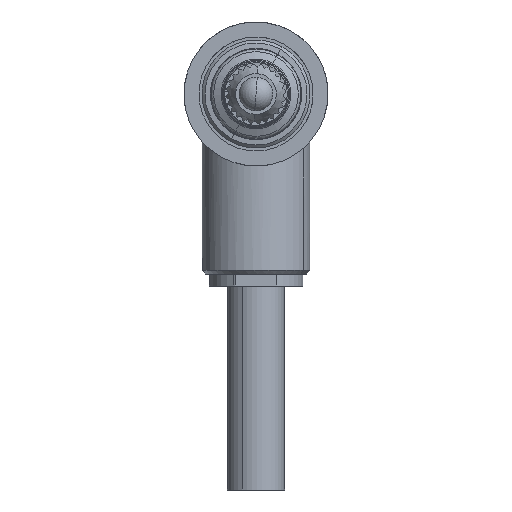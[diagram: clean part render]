
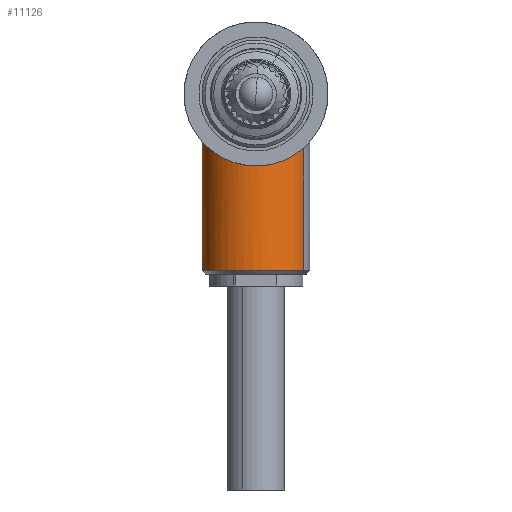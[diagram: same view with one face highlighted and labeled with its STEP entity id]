
A CAD part, front view. The second image highlights one B-rep face of the part: STEP entity #11126.
In plain terms, the highlighted cylindrical face has radius 4.5 mm (diameter 9 mm), a partial arc.
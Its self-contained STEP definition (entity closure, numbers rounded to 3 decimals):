
#11097=AXIS2_PLACEMENT_3D('Cylinder Axis2P3D',#11094,#11095,#11096) ;
#10858=CARTESIAN_POINT('Vertex',(-3.949,74.657,-3.067)) ;
#10862=CARTESIAN_POINT('Control Point',(3.949,70.343,-3.067)) ;
#10863=CARTESIAN_POINT('Control Point',(3.677,69.844,-3.417)) ;
#10864=CARTESIAN_POINT('Control Point',(3.331,69.397,-3.783)) ;
#10865=CARTESIAN_POINT('Control Point',(2.915,68.994,-4.122)) ;
#10866=CARTESIAN_POINT('Control Point',(2.065,68.412,-4.63)) ;
#10867=CARTESIAN_POINT('Control Point',(1.018,68.082,-4.926)) ;
#10868=CARTESIAN_POINT('Control Point',(0.568,68.,-5.)) ;
#10869=CARTESIAN_POINT('Control Point',(-0.274,67.961,-5.036)) ;
#10870=CARTESIAN_POINT('Control Point',(-1.089,68.11,-4.901)) ;
#10871=CARTESIAN_POINT('Control Point',(-1.438,68.214,-4.808)) ;
#10872=CARTESIAN_POINT('Control Point',(-2.264,68.549,-4.51)) ;
#10873=CARTESIAN_POINT('Control Point',(-2.947,69.045,-4.081)) ;
#10874=CARTESIAN_POINT('Control Point',(-3.298,69.384,-3.796)) ;
#10875=CARTESIAN_POINT('Control Point',(-3.714,69.9,-3.376)) ;
#10876=CARTESIAN_POINT('Control Point',(-4.03,70.484,-2.965)) ;
#10877=CARTESIAN_POINT('Control Point',(-4.111,70.655,-2.851)) ;
#10878=CARTESIAN_POINT('Control Point',(-4.308,71.133,-2.552)) ;
#10879=CARTESIAN_POINT('Control Point',(-4.442,71.661,-2.305)) ;
#10880=CARTESIAN_POINT('Control Point',(-4.5,72.024,-2.178)) ;
#10881=CARTESIAN_POINT('Control Point',(-4.524,72.648,-2.132)) ;
#10882=CARTESIAN_POINT('Control Point',(-4.447,73.241,-2.286)) ;
#10883=CARTESIAN_POINT('Control Point',(-4.405,73.457,-2.369)) ;
#10884=CARTESIAN_POINT('Control Point',(-4.306,73.841,-2.547)) ;
#10885=CARTESIAN_POINT('Control Point',(-4.173,74.197,-2.758)) ;
#10886=CARTESIAN_POINT('Control Point',(-4.105,74.355,-2.859)) ;
#10887=CARTESIAN_POINT('Control Point',(-4.03,74.509,-2.962)) ;
#10888=CARTESIAN_POINT('Control Point',(-3.949,74.657,-3.067)) ;
#10889=CARTESIAN_POINT('Vertex',(3.949,70.343,-3.067)) ;
#10921=CARTESIAN_POINT('Line Origine',(-3.949,74.657,-7.5)) ;
#10925=CARTESIAN_POINT('Vertex',(-3.949,74.657,-14.7)) ;
#10960=CARTESIAN_POINT('Line Origine',(3.949,70.343,-7.5)) ;
#10964=CARTESIAN_POINT('Vertex',(3.949,70.343,-14.7)) ;
#11094=CARTESIAN_POINT('Axis2P3D Location',(0.,72.5,-7.5)) ;
#11100=CARTESIAN_POINT('Control Point',(-4.496,72.307,-14.7)) ;
#11101=CARTESIAN_POINT('Control Point',(-4.522,72.917,-14.7)) ;
#11102=CARTESIAN_POINT('Control Point',(-4.438,73.532,-14.7)) ;
#11103=CARTESIAN_POINT('Control Point',(-4.242,74.121,-14.7)) ;
#11104=CARTESIAN_POINT('Control Point',(-3.949,74.657,-14.7)) ;
#11105=CARTESIAN_POINT('Vertex',(-4.496,72.307,-14.7)) ;
#11109=CARTESIAN_POINT('Control Point',(3.949,70.343,-14.7)) ;
#11110=CARTESIAN_POINT('Control Point',(3.388,69.316,-14.7)) ;
#11111=CARTESIAN_POINT('Control Point',(2.494,68.472,-14.7)) ;
#11112=CARTESIAN_POINT('Control Point',(1.344,67.957,-14.7)) ;
#11113=CARTESIAN_POINT('Control Point',(-1.106,67.747,-14.7)) ;
#11114=CARTESIAN_POINT('Control Point',(-3.212,69.017,-14.7)) ;
#11115=CARTESIAN_POINT('Control Point',(-4.016,69.987,-14.7)) ;
#11116=CARTESIAN_POINT('Control Point',(-4.446,71.139,-14.7)) ;
#11117=CARTESIAN_POINT('Control Point',(-4.496,72.307,-14.7)) ;
#10922=DIRECTION('Vector Direction',(0.,0.,-1.)) ;
#10961=DIRECTION('Vector Direction',(0.,0.,-1.)) ;
#11095=DIRECTION('Axis2P3D Direction',(0.,0.,-1.)) ;
#11096=DIRECTION('Axis2P3D XDirection',(0.878,-0.479,0.)) ;
#10923=VECTOR('Line Direction',#10922,1.) ;
#10962=VECTOR('Line Direction',#10961,1.) ;
#11120=ORIENTED_EDGE('',*,*,#10966,.T.) ;
#11121=ORIENTED_EDGE('',*,*,#10891,.T.) ;
#11122=ORIENTED_EDGE('',*,*,#10927,.F.) ;
#11123=ORIENTED_EDGE('',*,*,#11107,.F.) ;
#11124=ORIENTED_EDGE('',*,*,#11118,.F.) ;
#11126=ADVANCED_FACE('\X2\FF8EFF9EFF83FF9EFF68FF70\X0\.2',(#11125),#11098,.T.) ;
#10861=B_SPLINE_CURVE_WITH_KNOTS('',5,(#10862,#10863,#10864,#10865,#10866,#10867,#10868,#10869,#10870,#10871,#10872,#10873,#10874,#10875,#10876,#10877,#10878,#10879,#10880,#10881,#10882,#10883,#10884,#10885,#10886,#10887,#10888),.UNSPECIFIED.,.F.,.U.,(6,3,3,3,3,3,3,3,6),(0.,4.733,7.983,10.634,14.611,16.169,18.839,20.5,21.913),.UNSPECIFIED.) ;
#11099=B_SPLINE_CURVE_WITH_KNOTS('',4,(#11100,#11101,#11102,#11103,#11104),.UNSPECIFIED.,.F.,.U.,(5,5),(4.626,7.069),.UNSPECIFIED.) ;
#11108=B_SPLINE_CURVE_WITH_KNOTS('',5,(#11109,#11110,#11111,#11112,#11113,#11114,#11115,#11116,#11117),.UNSPECIFIED.,.F.,.U.,(6,3,6),(-7.069,-1.221,4.626),.UNSPECIFIED.) ;
#11098=CYLINDRICAL_SURFACE('generated cylinder',#11097,4.5) ;
#10891=EDGE_CURVE('',#10890,#10859,#10861,.T.) ;
#10927=EDGE_CURVE('',#10926,#10859,#10924,.F.) ;
#10966=EDGE_CURVE('',#10965,#10890,#10963,.F.) ;
#11107=EDGE_CURVE('',#11106,#10926,#11099,.T.) ;
#11118=EDGE_CURVE('',#10965,#11106,#11108,.T.) ;
#11119=EDGE_LOOP('',(#11120,#11121,#11122,#11123,#11124)) ;
#11125=FACE_OUTER_BOUND('',#11119,.T.) ;
#10924=LINE('Line',#10921,#10923) ;
#10963=LINE('Line',#10960,#10962) ;
#10859=VERTEX_POINT('',#10858) ;
#10890=VERTEX_POINT('',#10889) ;
#10926=VERTEX_POINT('',#10925) ;
#10965=VERTEX_POINT('',#10964) ;
#11106=VERTEX_POINT('',#11105) ;
